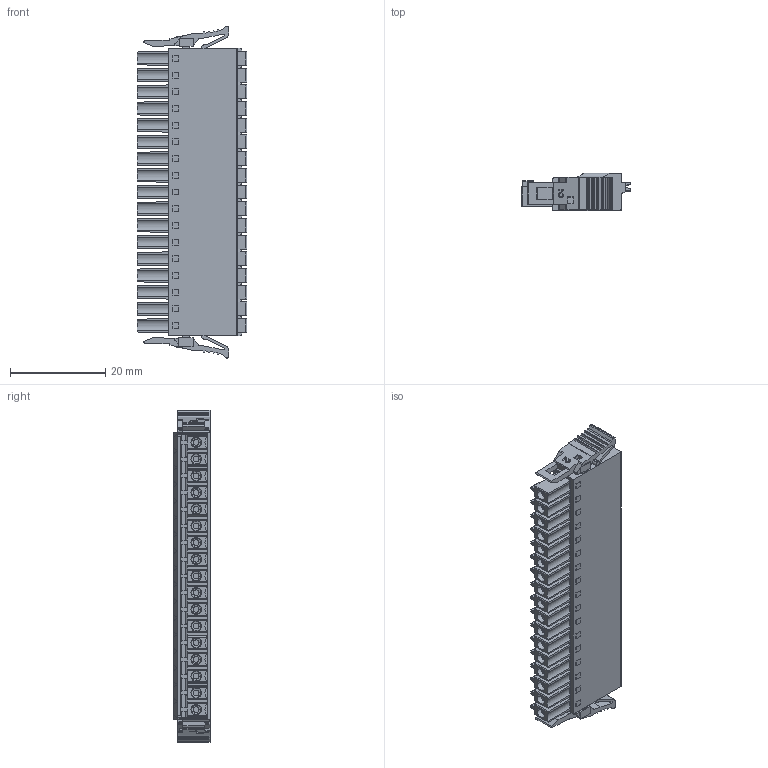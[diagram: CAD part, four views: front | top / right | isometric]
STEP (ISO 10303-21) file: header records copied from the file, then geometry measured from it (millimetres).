
FILE_DESCRIPTION((''),'2;1');
FILE_NAME('TLPSL-007-17P-X','2024-09-27T',('sheji'),(''),'PRO/ENGINEER BY PARAMETRIC TECHNOLOGY CORPORATION, 2015240','PRO/ENGINEER BY PARAMETRIC TECHNOLOGY CORPORATION, 2015240','');
FILE_SCHEMA(('CONFIG_CONTROL_DESIGN'));
Products named in the file (1): TLPSL-007-17P-X
Bounding box: 22.9 x 7.75 x 69.6 mm (x, y, z)
Volume: 7353.2 mm3; surface area: 7123.1 mm2
Topology: 1 solids, 16 shells, 2106 faces, 5656 edges, 3683 vertices
Faces by surface type: plane 1296, cylinder 620, cone 136, torus 34, extrusion 20
Entity records: 66783 total; most frequent: CARTESIAN_POINT 13406, ORIENTED_EDGE 11312, DIRECTION 10821, EDGE_CURVE 5656, VECTOR 4065, LINE 4045, VERTEX_POINT 3683, AXIS2_PLACEMENT_3D 3378
